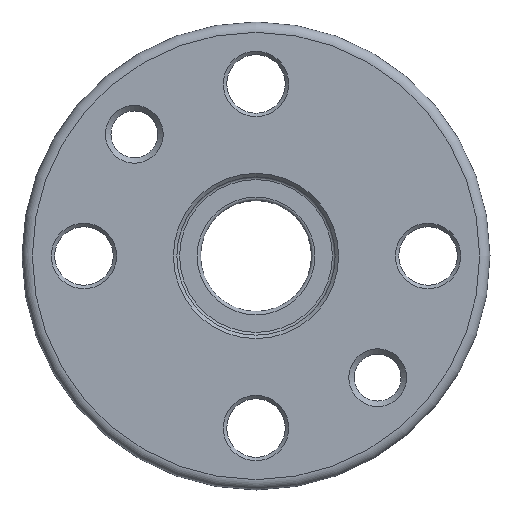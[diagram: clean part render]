
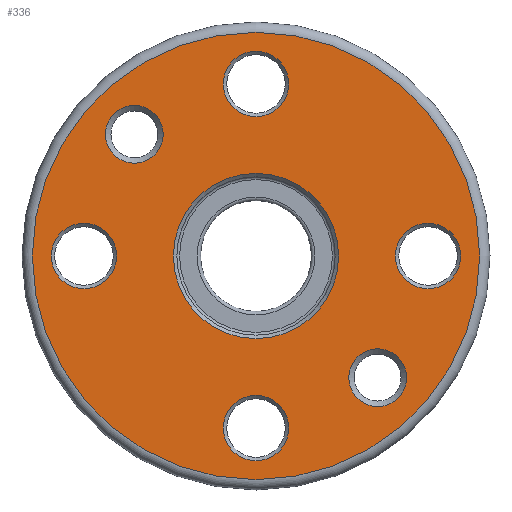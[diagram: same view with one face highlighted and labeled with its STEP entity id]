
A CAD part, front view. The second image highlights one B-rep face of the part: STEP entity #336.
In plain terms, the highlighted planar face has unit normal (0, -1, 0).
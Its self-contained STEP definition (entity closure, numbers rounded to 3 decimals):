
#47 = DIRECTION ( 'NONE',  ( 0., 1., 0. ) ) ;
#56 = DIRECTION ( 'NONE',  ( 0., 0., 1. ) ) ;
#71 = EDGE_CURVE ( 'NONE', #383, #383, #192, .T. ) ;
#90 = EDGE_CURVE ( 'NONE', #208, #208, #1045, .T. ) ;
#97 = VERTEX_POINT ( 'NONE', #1467 ) ;
#145 = ORIENTED_EDGE ( 'NONE', *, *, #90, .T. ) ;
#150 = CARTESIAN_POINT ( 'NONE',  ( 17.678, 0., -13.478 ) ) ;
#162 = DIRECTION ( 'NONE',  ( 0., 1., 0. ) ) ;
#164 = CARTESIAN_POINT ( 'NONE',  ( 0., 0., 29.75 ) ) ;
#192 = CIRCLE ( 'NONE', #765, 4.2 ) ;
#194 = EDGE_CURVE ( 'NONE', #97, #97, #1181, .T. ) ;
#204 = DIRECTION ( 'NONE',  ( 0., 1., 0. ) ) ;
#207 = AXIS2_PLACEMENT_3D ( 'NONE', #1159, #213, #455 ) ;
#208 = VERTEX_POINT ( 'NONE', #1091 ) ;
#213 = DIRECTION ( 'NONE',  ( 0., 1., 0. ) ) ;
#223 = DIRECTION ( 'NONE',  ( 0., 1., 0. ) ) ;
#254 = CIRCLE ( 'NONE', #434, 4.75 ) ;
#256 = FACE_BOUND ( 'NONE', #790, .T. ) ;
#287 = EDGE_CURVE ( 'NONE', #1514, #1514, #815, .T. ) ;
#335 = ORIENTED_EDGE ( 'NONE', *, *, #71, .T. ) ;
#336 = ADVANCED_FACE ( 'NONE', ( #385, #635, #959, #1275, #256, #1407, #1294, #1043 ), #686, .F. ) ;
#358 = ORIENTED_EDGE ( 'NONE', *, *, #1296, .T. ) ;
#383 = VERTEX_POINT ( 'NONE', #871 ) ;
#385 = FACE_BOUND ( 'NONE', #414, .T. ) ;
#404 = CARTESIAN_POINT ( 'NONE',  ( 0., 0., 12. ) ) ;
#414 = EDGE_LOOP ( 'NONE', ( #1201 ) ) ;
#416 = EDGE_LOOP ( 'NONE', ( #1069 ) ) ;
#434 = AXIS2_PLACEMENT_3D ( 'NONE', #1507, #916, #1022 ) ;
#435 = CARTESIAN_POINT ( 'NONE',  ( 25., 0., 4.75 ) ) ;
#440 = CIRCLE ( 'NONE', #1497, 32.5 ) ;
#448 = CARTESIAN_POINT ( 'NONE',  ( 17.678, 0., -17.678 ) ) ;
#455 = DIRECTION ( 'NONE',  ( 0., 0., 1. ) ) ;
#512 = EDGE_LOOP ( 'NONE', ( #1277 ) ) ;
#528 = ORIENTED_EDGE ( 'NONE', *, *, #1506, .T. ) ;
#578 = AXIS2_PLACEMENT_3D ( 'NONE', #1251, #47, #894 ) ;
#624 = DIRECTION ( 'NONE',  ( 0., 0., 1. ) ) ;
#635 = FACE_BOUND ( 'NONE', #1166, .T. ) ;
#686 = PLANE ( 'NONE',  #207 ) ;
#741 = DIRECTION ( 'NONE',  ( 0., 0., 1. ) ) ;
#745 = EDGE_CURVE ( 'NONE', #864, #864, #440, .T. ) ;
#757 = DIRECTION ( 'NONE',  ( 0., 1., 0. ) ) ;
#764 = CARTESIAN_POINT ( 'NONE',  ( 0., 0., 0. ) ) ;
#765 = AXIS2_PLACEMENT_3D ( 'NONE', #1342, #757, #624 ) ;
#790 = EDGE_LOOP ( 'NONE', ( #1319 ) ) ;
#792 = DIRECTION ( 'NONE',  ( 0., 0., 1. ) ) ;
#815 = CIRCLE ( 'NONE', #830, 4.2 ) ;
#830 = AXIS2_PLACEMENT_3D ( 'NONE', #448, #223, #1413 ) ;
#864 = VERTEX_POINT ( 'NONE', #881 ) ;
#867 = DIRECTION ( 'NONE',  ( 0., 1., 0. ) ) ;
#871 = CARTESIAN_POINT ( 'NONE',  ( -17.678, 0., 21.878 ) ) ;
#879 = EDGE_CURVE ( 'NONE', #903, #903, #254, .T. ) ;
#881 = CARTESIAN_POINT ( 'NONE',  ( 0., 0., 32.5 ) ) ;
#894 = DIRECTION ( 'NONE',  ( 0., 0., 1. ) ) ;
#903 = VERTEX_POINT ( 'NONE', #164 ) ;
#916 = DIRECTION ( 'NONE',  ( 0., 1., 0. ) ) ;
#959 = FACE_BOUND ( 'NONE', #962, .T. ) ;
#962 = EDGE_LOOP ( 'NONE', ( #145 ) ) ;
#980 = CARTESIAN_POINT ( 'NONE',  ( 0., 0., -25. ) ) ;
#1019 = AXIS2_PLACEMENT_3D ( 'NONE', #1394, #204, #56 ) ;
#1022 = DIRECTION ( 'NONE',  ( 0., 0., 1. ) ) ;
#1043 = FACE_BOUND ( 'NONE', #1265, .T. ) ;
#1045 = CIRCLE ( 'NONE', #1535, 4.75 ) ;
#1062 = CARTESIAN_POINT ( 'NONE',  ( 25., 0., 0. ) ) ;
#1069 = ORIENTED_EDGE ( 'NONE', *, *, #194, .T. ) ;
#1074 = DIRECTION ( 'NONE',  ( 0., 1., 0. ) ) ;
#1091 = CARTESIAN_POINT ( 'NONE',  ( 0., 0., -20.25 ) ) ;
#1096 = AXIS2_PLACEMENT_3D ( 'NONE', #1062, #1074, #1198 ) ;
#1133 = CIRCLE ( 'NONE', #1096, 4.75 ) ;
#1159 = CARTESIAN_POINT ( 'NONE',  ( 12., 0., 0. ) ) ;
#1166 = EDGE_LOOP ( 'NONE', ( #335 ) ) ;
#1181 = CIRCLE ( 'NONE', #578, 4.75 ) ;
#1198 = DIRECTION ( 'NONE',  ( 0., 0., 1. ) ) ;
#1201 = ORIENTED_EDGE ( 'NONE', *, *, #287, .T. ) ;
#1214 = VERTEX_POINT ( 'NONE', #404 ) ;
#1251 = CARTESIAN_POINT ( 'NONE',  ( -25., 0., 0. ) ) ;
#1265 = EDGE_LOOP ( 'NONE', ( #528 ) ) ;
#1275 = FACE_BOUND ( 'NONE', #416, .T. ) ;
#1277 = ORIENTED_EDGE ( 'NONE', *, *, #745, .F. ) ;
#1294 = FACE_BOUND ( 'NONE', #1414, .T. ) ;
#1296 = EDGE_CURVE ( 'NONE', #1214, #1214, #1423, .T. ) ;
#1319 = ORIENTED_EDGE ( 'NONE', *, *, #879, .T. ) ;
#1342 = CARTESIAN_POINT ( 'NONE',  ( -17.678, 0., 17.678 ) ) ;
#1394 = CARTESIAN_POINT ( 'NONE',  ( 0., 0., 0. ) ) ;
#1407 = FACE_OUTER_BOUND ( 'NONE', #512, .T. ) ;
#1413 = DIRECTION ( 'NONE',  ( 0., 0., 1. ) ) ;
#1414 = EDGE_LOOP ( 'NONE', ( #358 ) ) ;
#1423 = CIRCLE ( 'NONE', #1019, 12. ) ;
#1467 = CARTESIAN_POINT ( 'NONE',  ( -25., 0., 4.75 ) ) ;
#1480 = VERTEX_POINT ( 'NONE', #435 ) ;
#1497 = AXIS2_PLACEMENT_3D ( 'NONE', #764, #162, #792 ) ;
#1506 = EDGE_CURVE ( 'NONE', #1480, #1480, #1133, .T. ) ;
#1507 = CARTESIAN_POINT ( 'NONE',  ( 0., 0., 25. ) ) ;
#1514 = VERTEX_POINT ( 'NONE', #150 ) ;
#1535 = AXIS2_PLACEMENT_3D ( 'NONE', #980, #867, #741 ) ;
